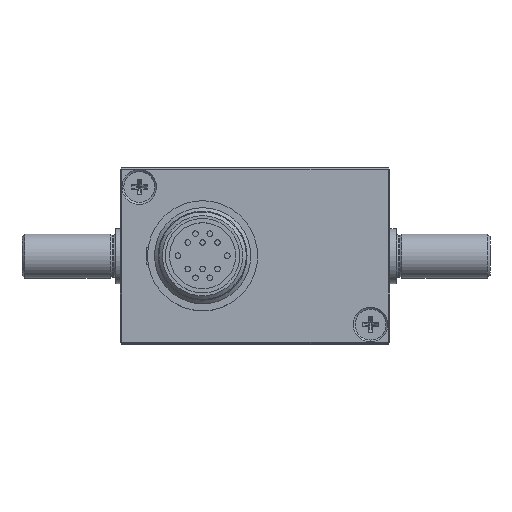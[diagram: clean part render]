
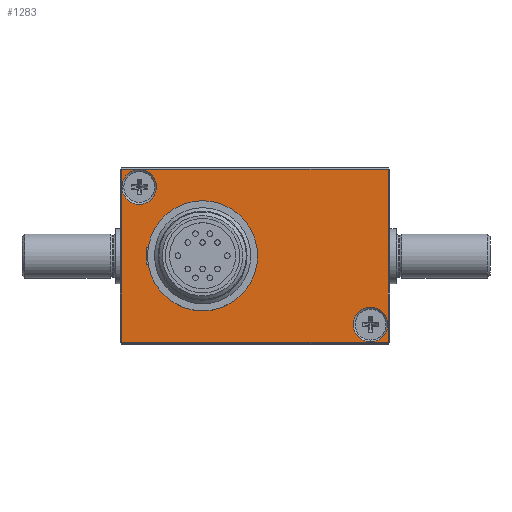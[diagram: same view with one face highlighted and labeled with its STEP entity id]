
A CAD part, top view. The second image highlights one B-rep face of the part: STEP entity #1283.
In plain terms, the highlighted planar face has unit normal (0, 0, 1).
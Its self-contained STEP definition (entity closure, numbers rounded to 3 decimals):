
#1283 = ADVANCED_FACE( '', ( #2523, #2524, #2525, #2526 ), #2527, .T. );
#2523 = FACE_OUTER_BOUND( '', #3779, .T. );
#2524 = FACE_BOUND( '', #3780, .T. );
#2525 = FACE_BOUND( '', #3781, .T. );
#2526 = FACE_BOUND( '', #3782, .T. );
#2527 = PLANE( '', #3783 );
#3779 = EDGE_LOOP( '', ( #5800, #5801, #5802, #5803 ) );
#3780 = EDGE_LOOP( '', ( #5804 ) );
#3781 = EDGE_LOOP( '', ( #5805 ) );
#3782 = EDGE_LOOP( '', ( #5806, #5807, #5808, #5809 ) );
#3783 = AXIS2_PLACEMENT_3D( '', #5810, #5811, #5812 );
#5800 = ORIENTED_EDGE( '', *, *, #6740, .T. );
#5801 = ORIENTED_EDGE( '', *, *, #6890, .T. );
#5802 = ORIENTED_EDGE( '', *, *, #6843, .T. );
#5803 = ORIENTED_EDGE( '', *, *, #6390, .T. );
#5804 = ORIENTED_EDGE( '', *, *, #6719, .T. );
#5805 = ORIENTED_EDGE( '', *, *, #6839, .T. );
#5806 = ORIENTED_EDGE( '', *, *, #6891, .T. );
#5807 = ORIENTED_EDGE( '', *, *, #6886, .T. );
#5808 = ORIENTED_EDGE( '', *, *, #6795, .T. );
#5809 = ORIENTED_EDGE( '', *, *, #6670, .T. );
#5810 = CARTESIAN_POINT( '', ( -24.5, 16., 22.5 ) );
#5811 = DIRECTION( '', ( 0., 0., 1. ) );
#5812 = DIRECTION( '', ( 1., 0., 0. ) );
#6390 = EDGE_CURVE( '', #7323, #7544, #7546, .T. );
#6670 = EDGE_CURVE( '', #7974, #7972, #7975, .T. );
#6719 = EDGE_CURVE( '', #8040, #8040, #8041, .T. );
#6740 = EDGE_CURVE( '', #7544, #7597, #8069, .T. );
#6795 = EDGE_CURVE( '', #8143, #7974, #8144, .T. );
#6839 = EDGE_CURVE( '', #8196, #8196, #8197, .T. );
#6843 = EDGE_CURVE( '', #7629, #7323, #8202, .T. );
#6886 = EDGE_CURVE( '', #8252, #8143, #8253, .T. );
#6890 = EDGE_CURVE( '', #7597, #7629, #8257, .T. );
#6891 = EDGE_CURVE( '', #7972, #8252, #8258, .T. );
#7323 = VERTEX_POINT( '', #8484 );
#7544 = VERTEX_POINT( '', #8734 );
#7546 = LINE( '', #8737, #8738 );
#7597 = VERTEX_POINT( '', #8794 );
#7629 = VERTEX_POINT( '', #8835 );
#7972 = VERTEX_POINT( '', #9221 );
#7974 = VERTEX_POINT( '', #9224 );
#7975 = CIRCLE( '', #9225, 9. );
#8040 = VERTEX_POINT( '', #9302 );
#8041 = CIRCLE( '', #9303, 3.15 );
#8069 = LINE( '', #9333, #9334 );
#8143 = VERTEX_POINT( '', #9414 );
#8144 = LINE( '', #9415, #9416 );
#8196 = VERTEX_POINT( '', #9474 );
#8197 = CIRCLE( '', #9475, 3.15 );
#8202 = LINE( '', #9480, #9481 );
#8252 = VERTEX_POINT( '', #9532 );
#8253 = LINE( '', #9533, #9534 );
#8257 = LINE( '', #9539, #9540 );
#8258 = LINE( '', #9541, #9542 );
#8484 = CARTESIAN_POINT( '', ( -24.2, -15.7, 22.5 ) );
#8734 = CARTESIAN_POINT( '', ( 24.2, -15.7, 22.5 ) );
#8737 = CARTESIAN_POINT( '', ( 24.5, -15.7, 22.5 ) );
#8738 = VECTOR( '', #10062, 1000. );
#8794 = CARTESIAN_POINT( '', ( 24.2, 15.7, 22.5 ) );
#8835 = CARTESIAN_POINT( '', ( -24.2, 15.7, 22.5 ) );
#9221 = CARTESIAN_POINT( '', ( -18.374, -1.5, 22.5 ) );
#9224 = CARTESIAN_POINT( '', ( -18.374, 1.5, 22.5 ) );
#9225 = AXIS2_PLACEMENT_3D( '', #10493, #10494, #10495 );
#9302 = CARTESIAN_POINT( '', ( -21., 15.65, 22.5 ) );
#9303 = AXIS2_PLACEMENT_3D( '', #10553, #10554, #10555 );
#9333 = CARTESIAN_POINT( '', ( 24.2, 16., 22.5 ) );
#9334 = VECTOR( '', #10579, 1000. );
#9414 = CARTESIAN_POINT( '', ( -19.7, 1.5, 22.5 ) );
#9415 = CARTESIAN_POINT( '', ( -19.7, 1.5, 22.5 ) );
#9416 = VECTOR( '', #10646, 1000. );
#9474 = CARTESIAN_POINT( '', ( 21., -9.35, 22.5 ) );
#9475 = AXIS2_PLACEMENT_3D( '', #10680, #10681, #10682 );
#9480 = CARTESIAN_POINT( '', ( -24.2, -16., 22.5 ) );
#9481 = VECTOR( '', #10686, 1000. );
#9532 = CARTESIAN_POINT( '', ( -19.7, -1.5, 22.5 ) );
#9533 = CARTESIAN_POINT( '', ( -19.7, 1.5, 22.5 ) );
#9534 = VECTOR( '', #10718, 1000. );
#9539 = CARTESIAN_POINT( '', ( -24.5, 15.7, 22.5 ) );
#9540 = VECTOR( '', #10720, 1000. );
#9541 = CARTESIAN_POINT( '', ( -19.7, -1.5, 22.5 ) );
#9542 = VECTOR( '', #10721, 1000. );
#10062 = DIRECTION( '', ( 1., 0., 0. ) );
#10493 = CARTESIAN_POINT( '', ( -9.5, 0., 22.5 ) );
#10494 = DIRECTION( '', ( 0., 0., -1. ) );
#10495 = DIRECTION( '', ( -1., 0., 0. ) );
#10553 = CARTESIAN_POINT( '', ( -21., 12.5, 22.5 ) );
#10554 = DIRECTION( '', ( 0., 0., -1. ) );
#10555 = DIRECTION( '', ( 0., 1., 0. ) );
#10579 = DIRECTION( '', ( 0., 1., 0. ) );
#10646 = DIRECTION( '', ( 1., 0., 0. ) );
#10680 = CARTESIAN_POINT( '', ( 21., -12.5, 22.5 ) );
#10681 = DIRECTION( '', ( 0., 0., -1. ) );
#10682 = DIRECTION( '', ( 0., 1., 0. ) );
#10686 = DIRECTION( '', ( 0., -1., 0. ) );
#10718 = DIRECTION( '', ( 0., 1., 0. ) );
#10720 = DIRECTION( '', ( -1., 0., 0. ) );
#10721 = DIRECTION( '', ( -1., 0., 0. ) );
